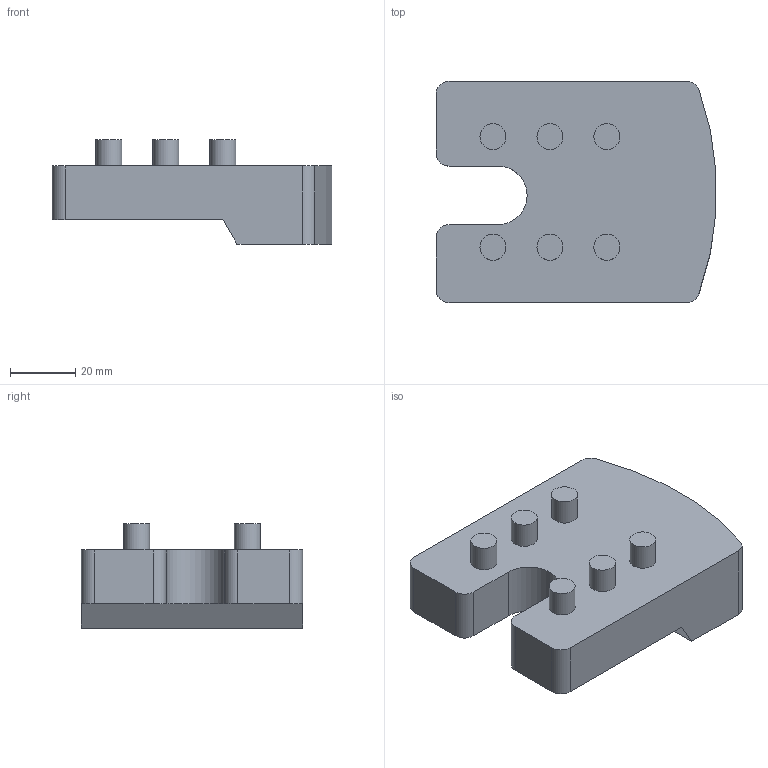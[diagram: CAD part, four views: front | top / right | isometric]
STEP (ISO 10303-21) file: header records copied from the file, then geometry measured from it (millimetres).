
FILE_DESCRIPTION((''),'1');
FILE_NAME('BWN200PB_AL_NEW.stp','2024-04-25T02:49:51',(''),(''),'Spatial Interop R21 SP3','Kubotek KeyCreator 2011 V10.0.2 (22737)',' ');
FILE_SCHEMA(('automotive_design'));
Length unit declared in the file: millimetre
Products named in the file (1): 240[2]
Bounding box: 86.03 x 68 x 32 mm (x, y, z)
Volume: 103785.6 mm3; surface area: 18422.4 mm2
Topology: 1 solids, 1 shells, 30 faces, 66 edges, 44 vertices
Faces by surface type: plane 16, cylinder 14
Full cylindrical faces by diameter (mm): 8 x6
Entity records: 1496 total; most frequent: DIRECTION 150, CARTESIAN_POINT 135, PRESENTATION_STYLE_ASSIGNMENT 122, COLOUR_RGB 122, ORIENTED_EDGE 120, STYLED_ITEM 91, CURVE_STYLE 91, DRAUGHTING_PRE_DEFINED_CURVE_FONT 91
